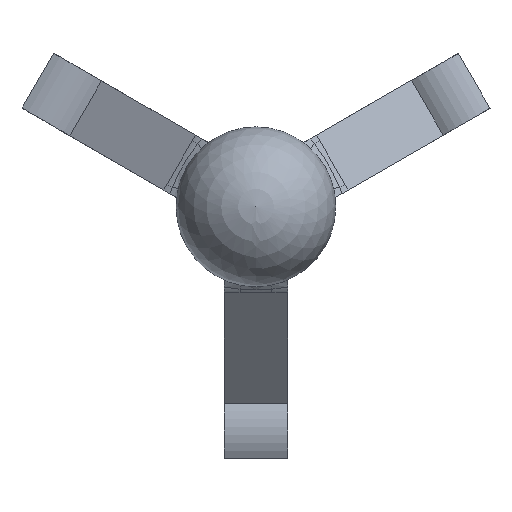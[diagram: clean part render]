
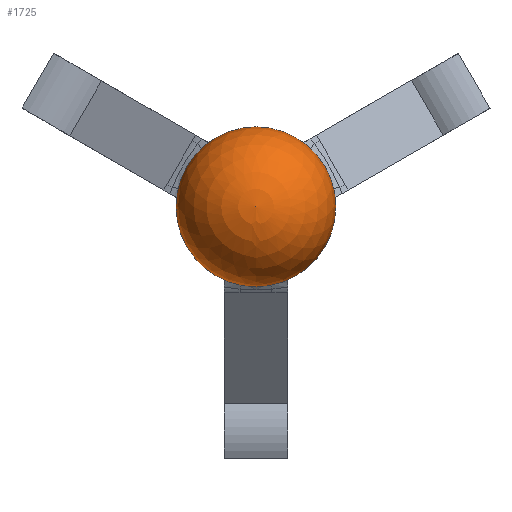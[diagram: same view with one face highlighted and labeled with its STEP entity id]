
A CAD part, front view. The second image highlights one B-rep face of the part: STEP entity #1725.
In plain terms, the highlighted spherical face has radius 9.6 mm.
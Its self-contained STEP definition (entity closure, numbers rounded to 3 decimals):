
#15 = CARTESIAN_POINT ( 'NONE',  ( 0., 0., 0. ) ) ;
#118 = AXIS2_PLACEMENT_3D ( 'NONE', #1282, #2166, #1707 ) ;
#340 = CIRCLE ( 'NONE', #685, 9.6 ) ;
#343 = ORIENTED_EDGE ( 'NONE', *, *, #2643, .F. ) ;
#635 = DIRECTION ( 'NONE',  ( 0., 0., 1. ) ) ;
#685 = AXIS2_PLACEMENT_3D ( 'NONE', #1823, #1306, #635 ) ;
#701 = VERTEX_POINT ( 'NONE', #1500 ) ;
#938 = FACE_OUTER_BOUND ( 'NONE', #2380, .T. ) ;
#1060 = VERTEX_POINT ( 'NONE', #1924 ) ;
#1282 = CARTESIAN_POINT ( 'NONE',  ( 0., 0., 0. ) ) ;
#1306 = DIRECTION ( 'NONE',  ( 0., 1., 0. ) ) ;
#1423 = DIRECTION ( 'NONE',  ( 0., -1., 0. ) ) ;
#1441 = CIRCLE ( 'NONE', #118, 9.6 ) ;
#1500 = CARTESIAN_POINT ( 'NONE',  ( -9.6, 0., 0. ) ) ;
#1707 = DIRECTION ( 'NONE',  ( 0., 0., -1. ) ) ;
#1725 = ADVANCED_FACE ( 'NONE', ( #938 ), #2334, .T. ) ;
#1803 = ORIENTED_EDGE ( 'NONE', *, *, #1832, .T. ) ;
#1823 = CARTESIAN_POINT ( 'NONE',  ( 0., 0., 0. ) ) ;
#1832 = EDGE_CURVE ( 'NONE', #1060, #701, #1441, .T. ) ;
#1924 = CARTESIAN_POINT ( 'NONE',  ( 9.6, 0., 0. ) ) ;
#2166 = DIRECTION ( 'NONE',  ( 0., -1., 0. ) ) ;
#2334 = SPHERICAL_SURFACE ( 'NONE', #2347, 9.6 ) ;
#2347 = AXIS2_PLACEMENT_3D ( 'NONE', #15, #1423, #2395 ) ;
#2380 = EDGE_LOOP ( 'NONE', ( #343, #1803 ) ) ;
#2395 = DIRECTION ( 'NONE',  ( 0., 0., -1. ) ) ;
#2643 = EDGE_CURVE ( 'NONE', #1060, #701, #340, .T. ) ;
